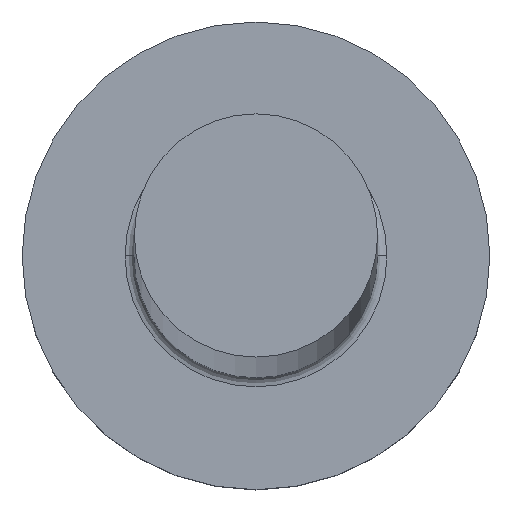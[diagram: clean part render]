
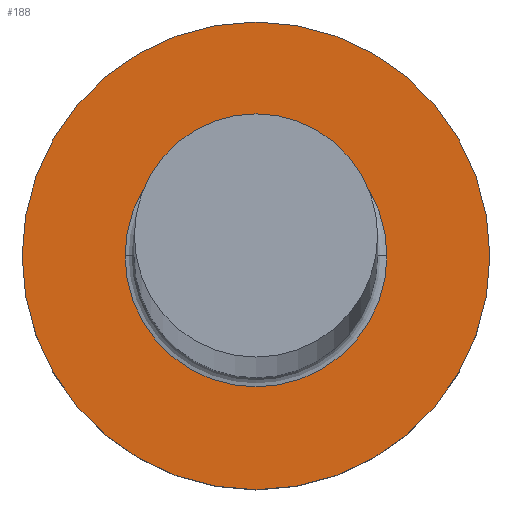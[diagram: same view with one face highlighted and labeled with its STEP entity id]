
A CAD part, top view. The second image highlights one B-rep face of the part: STEP entity #188.
In plain terms, the highlighted planar face has unit normal (0, 0, 1).
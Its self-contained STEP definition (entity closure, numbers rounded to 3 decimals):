
#13 = CARTESIAN_POINT ( 'NONE',  ( 0., 0., 3. ) ) ;
#17 = ORIENTED_EDGE ( 'NONE', *, *, #170, .T. ) ;
#18 = EDGE_CURVE ( 'NONE', #68, #213, #66, .T. ) ;
#24 = EDGE_CURVE ( 'NONE', #213, #68, #245, .T. ) ;
#25 = CARTESIAN_POINT ( 'NONE',  ( -5., 0., 3. ) ) ;
#31 = CARTESIAN_POINT ( 'NONE',  ( 2.8, 0., 3. ) ) ;
#32 = EDGE_CURVE ( 'NONE', #95, #94, #186, .T. ) ;
#33 = CARTESIAN_POINT ( 'NONE',  ( 5., 0., 3. ) ) ;
#34 = AXIS2_PLACEMENT_3D ( 'NONE', #201, #177, #57 ) ;
#35 = DIRECTION ( 'NONE',  ( 1., 0., 0. ) ) ;
#37 = EDGE_LOOP ( 'NONE', ( #159, #82 ) ) ;
#38 = AXIS2_PLACEMENT_3D ( 'NONE', #112, #136, #114 ) ;
#57 = DIRECTION ( 'NONE',  ( 1., 0., 0. ) ) ;
#66 = CIRCLE ( 'NONE', #120, 5. ) ;
#68 = VERTEX_POINT ( 'NONE', #25 ) ;
#77 = CARTESIAN_POINT ( 'NONE',  ( -2.8, 0., 3. ) ) ;
#82 = ORIENTED_EDGE ( 'NONE', *, *, #24, .T. ) ;
#86 = DIRECTION ( 'NONE',  ( 0., 0., -1. ) ) ;
#93 = AXIS2_PLACEMENT_3D ( 'NONE', #128, #102, #150 ) ;
#94 = VERTEX_POINT ( 'NONE', #31 ) ;
#95 = VERTEX_POINT ( 'NONE', #77 ) ;
#102 = DIRECTION ( 'NONE',  ( 0., 0., -1. ) ) ;
#111 = AXIS2_PLACEMENT_3D ( 'NONE', #210, #86, #299 ) ;
#112 = CARTESIAN_POINT ( 'NONE',  ( 0., 0., 3. ) ) ;
#114 = DIRECTION ( 'NONE',  ( 1., 0., 0. ) ) ;
#120 = AXIS2_PLACEMENT_3D ( 'NONE', #13, #232, #35 ) ;
#128 = CARTESIAN_POINT ( 'NONE',  ( 0., 0., 3. ) ) ;
#130 = PLANE ( 'NONE',  #34 ) ;
#136 = DIRECTION ( 'NONE',  ( 0., 0., 1. ) ) ;
#143 = ORIENTED_EDGE ( 'NONE', *, *, #32, .T. ) ;
#150 = DIRECTION ( 'NONE',  ( 1., 0., 0. ) ) ;
#159 = ORIENTED_EDGE ( 'NONE', *, *, #18, .T. ) ;
#168 = CIRCLE ( 'NONE', #93, 2.8 ) ;
#170 = EDGE_CURVE ( 'NONE', #94, #95, #168, .T. ) ;
#177 = DIRECTION ( 'NONE',  ( 0., 0., 1. ) ) ;
#186 = CIRCLE ( 'NONE', #111, 2.8 ) ;
#188 = ADVANCED_FACE ( 'NONE', ( #249, #293 ), #130, .T. ) ;
#201 = CARTESIAN_POINT ( 'NONE',  ( 0., 0., 3. ) ) ;
#202 = EDGE_LOOP ( 'NONE', ( #17, #143 ) ) ;
#210 = CARTESIAN_POINT ( 'NONE',  ( 0., 0., 3. ) ) ;
#213 = VERTEX_POINT ( 'NONE', #33 ) ;
#232 = DIRECTION ( 'NONE',  ( 0., 0., 1. ) ) ;
#245 = CIRCLE ( 'NONE', #38, 5. ) ;
#249 = FACE_BOUND ( 'NONE', #202, .T. ) ;
#293 = FACE_OUTER_BOUND ( 'NONE', #37, .T. ) ;
#299 = DIRECTION ( 'NONE',  ( 1., 0., 0. ) ) ;
